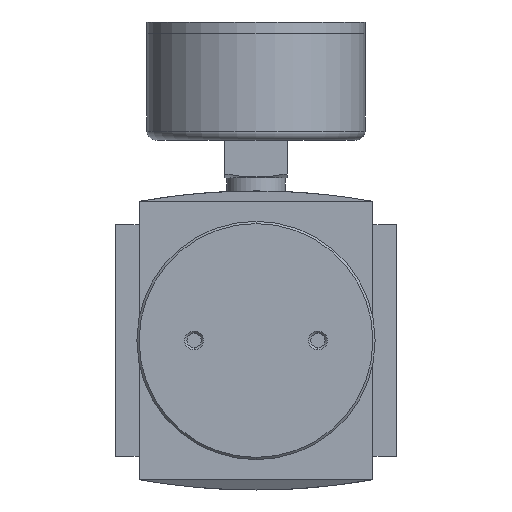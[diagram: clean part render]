
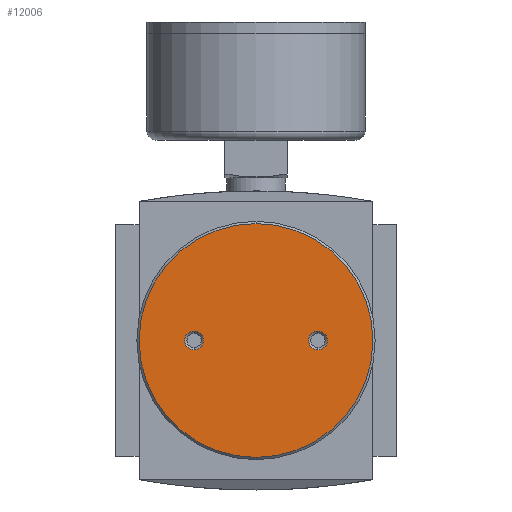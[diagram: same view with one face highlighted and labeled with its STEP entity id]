
A CAD part, front view. The second image highlights one B-rep face of the part: STEP entity #12006.
In plain terms, the highlighted planar face has unit normal (0, -1, 0).
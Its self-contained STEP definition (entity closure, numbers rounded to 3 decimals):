
#81 = CARTESIAN_POINT ( 'NONE',  ( 0., -40., 0. ) ) ;
#83 = EDGE_CURVE ( 'NONE', #13434, #7957, #19852, .T. ) ;
#493 = ORIENTED_EDGE ( 'NONE', *, *, #25546, .F. ) ;
#788 = FACE_OUTER_BOUND ( 'NONE', #11439, .T. ) ;
#790 = CIRCLE ( 'NONE', #18083, 2.1 ) ;
#1091 = AXIS2_PLACEMENT_3D ( 'NONE', #14270, #24948, #12187 ) ;
#1452 = FACE_BOUND ( 'NONE', #22644, .T. ) ;
#1522 = VERTEX_POINT ( 'NONE', #10438 ) ;
#1591 = VERTEX_POINT ( 'NONE', #26751 ) ;
#2290 = ORIENTED_EDGE ( 'NONE', *, *, #2569, .F. ) ;
#2327 = DIRECTION ( 'NONE',  ( 0., 0., -1. ) ) ;
#2569 = EDGE_CURVE ( 'NONE', #13983, #1522, #17105, .T. ) ;
#2660 = CIRCLE ( 'NONE', #12515, 26.25 ) ;
#3351 = CARTESIAN_POINT ( 'NONE',  ( 13.9, -40., 0. ) ) ;
#3370 = FACE_BOUND ( 'NONE', #22289, .T. ) ;
#3511 = DIRECTION ( 'NONE',  ( 0., -1., 0. ) ) ;
#4483 = CARTESIAN_POINT ( 'NONE',  ( -13.9, -40., -2.1 ) ) ;
#5188 = DIRECTION ( 'NONE',  ( 0., -1., 0. ) ) ;
#5419 = DIRECTION ( 'NONE',  ( 0., 0., 1. ) ) ;
#5999 = ORIENTED_EDGE ( 'NONE', *, *, #7623, .T. ) ;
#6492 = ORIENTED_EDGE ( 'NONE', *, *, #13667, .T. ) ;
#7037 = CARTESIAN_POINT ( 'NONE',  ( 13.9, -40., 2.1 ) ) ;
#7121 = PLANE ( 'NONE',  #26457 ) ;
#7299 = DIRECTION ( 'NONE',  ( 0., 0., -1. ) ) ;
#7611 = AXIS2_PLACEMENT_3D ( 'NONE', #9400, #5188, #7299 ) ;
#7623 = EDGE_CURVE ( 'NONE', #1591, #13788, #2660, .T. ) ;
#7957 = VERTEX_POINT ( 'NONE', #7037 ) ;
#7979 = CARTESIAN_POINT ( 'NONE',  ( 0., -40., 0. ) ) ;
#9400 = CARTESIAN_POINT ( 'NONE',  ( -13.9, -40., 0. ) ) ;
#9581 = CARTESIAN_POINT ( 'NONE',  ( 26.25, -40., 0. ) ) ;
#9794 = DIRECTION ( 'NONE',  ( 0., 0., -1. ) ) ;
#10438 = CARTESIAN_POINT ( 'NONE',  ( -13.9, -40., 2.1 ) ) ;
#11439 = EDGE_LOOP ( 'NONE', ( #6492, #5999 ) ) ;
#12006 = ADVANCED_FACE ( 'NONE', ( #788, #1452, #3370 ), #7121, .F. ) ;
#12079 = DIRECTION ( 'NONE',  ( 0., -1., 0. ) ) ;
#12187 = DIRECTION ( 'NONE',  ( 0., 0., 1. ) ) ;
#12515 = AXIS2_PLACEMENT_3D ( 'NONE', #81, #22729, #2327 ) ;
#13434 = VERTEX_POINT ( 'NONE', #17185 ) ;
#13667 = EDGE_CURVE ( 'NONE', #13788, #1591, #14761, .T. ) ;
#13788 = VERTEX_POINT ( 'NONE', #14408 ) ;
#13791 = AXIS2_PLACEMENT_3D ( 'NONE', #24576, #12079, #9794 ) ;
#13983 = VERTEX_POINT ( 'NONE', #4483 ) ;
#14270 = CARTESIAN_POINT ( 'NONE',  ( 13.9, -40., 0. ) ) ;
#14408 = CARTESIAN_POINT ( 'NONE',  ( 0., -40., 26.25 ) ) ;
#14761 = CIRCLE ( 'NONE', #23012, 26.25 ) ;
#16480 = CIRCLE ( 'NONE', #13791, 2.1 ) ;
#17105 = CIRCLE ( 'NONE', #7611, 2.1 ) ;
#17185 = CARTESIAN_POINT ( 'NONE',  ( 13.9, -40., -2.1 ) ) ;
#18083 = AXIS2_PLACEMENT_3D ( 'NONE', #3351, #19940, #5419 ) ;
#19852 = CIRCLE ( 'NONE', #1091, 2.1 ) ;
#19893 = DIRECTION ( 'NONE',  ( 1., 0., 0. ) ) ;
#19940 = DIRECTION ( 'NONE',  ( 0., -1., 0. ) ) ;
#19969 = DIRECTION ( 'NONE',  ( 0., 1., 0. ) ) ;
#22289 = EDGE_LOOP ( 'NONE', ( #2290, #493 ) ) ;
#22547 = DIRECTION ( 'NONE',  ( 0., 0., -1. ) ) ;
#22579 = ORIENTED_EDGE ( 'NONE', *, *, #23138, .F. ) ;
#22644 = EDGE_LOOP ( 'NONE', ( #26155, #22579 ) ) ;
#22729 = DIRECTION ( 'NONE',  ( 0., -1., 0. ) ) ;
#23012 = AXIS2_PLACEMENT_3D ( 'NONE', #7979, #3511, #22547 ) ;
#23138 = EDGE_CURVE ( 'NONE', #7957, #13434, #790, .T. ) ;
#24576 = CARTESIAN_POINT ( 'NONE',  ( -13.9, -40., 0. ) ) ;
#24948 = DIRECTION ( 'NONE',  ( 0., -1., 0. ) ) ;
#25546 = EDGE_CURVE ( 'NONE', #1522, #13983, #16480, .T. ) ;
#26155 = ORIENTED_EDGE ( 'NONE', *, *, #83, .F. ) ;
#26457 = AXIS2_PLACEMENT_3D ( 'NONE', #9581, #19969, #19893 ) ;
#26751 = CARTESIAN_POINT ( 'NONE',  ( 0., -40., -26.25 ) ) ;
